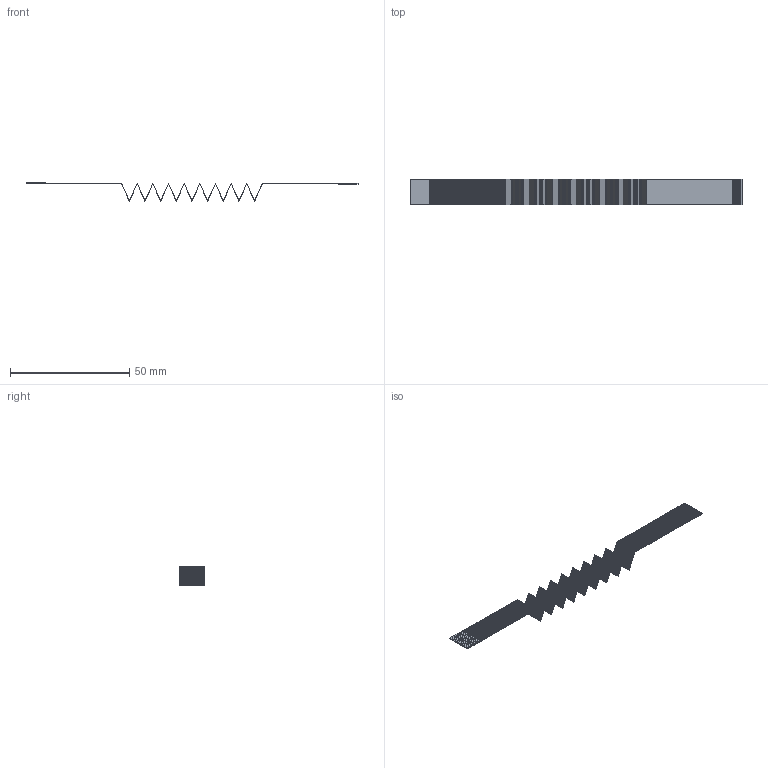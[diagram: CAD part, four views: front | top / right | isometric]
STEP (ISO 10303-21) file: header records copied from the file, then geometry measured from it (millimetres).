
FILE_DESCRIPTION(/* description */ ('Unknown'),/* implementation_level */ '2;1');
FILE_NAME(/* name */ '687720119002',/* time_stamp */ '2020-12-11T15:02:03+01:00',/* author */ ('Unknown'),/* organization */ ('Unknown'),/* preprocessor_version */ 'ST-DEVELOPER v16.7',/* originating_system */ 'DEX',/* authorisation */ $);
FILE_SCHEMA (('AUTOMOTIVE_DESIGN {1 0 10303 214 3 1 1}'));
Length unit declared in the file: millimetre
Products named in the file (2): 6877xx119002; 687720119002
Assembly tree (1 placements, depth 2):
  6877xx119002
    687720119002
Bounding box: 139.12 x 10.5 x 7.76 mm (x, y, z)
Volume: 221.8 mm3; surface area: 7656.7 mm2
Topology: 1 solids, 1 shells, 1064 faces, 3014 edges, 1952 vertices
Faces by surface type: plane 1064
Entity records: 41099 total; most frequent: CARTESIAN_POINT 6032, ORIENTED_EDGE 6028, DIRECTION 5146, EDGE_CURVE 3014, LINE 3014, VECTOR 3014, VERTEX_POINT 1952, AXIS2_PLACEMENT_3D 1066
